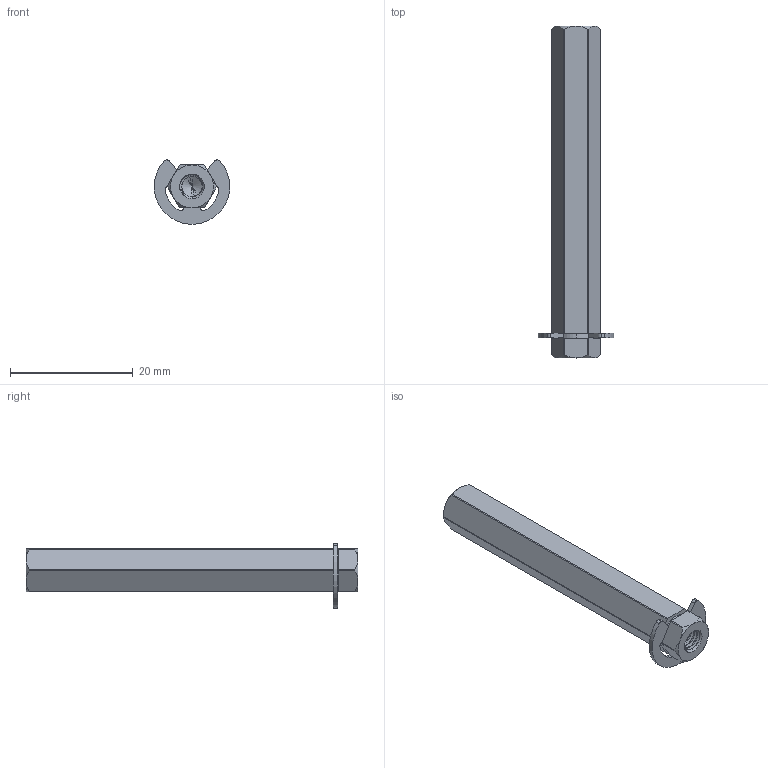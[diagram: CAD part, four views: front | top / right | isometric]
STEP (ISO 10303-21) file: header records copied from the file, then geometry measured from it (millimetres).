
FILE_DESCRIPTION (( 'STEP AP203' ), '1' );
FILE_NAME ('2106-4008-0540 assembly.STEP', '2022-03-09T15:22:51', ( '' ), ( '' ), 'SwSTEP 2.0', 'SolidWorks 2016', '' );
FILE_SCHEMA (( 'CONFIG_CONTROL_DESIGN' ));
Length unit declared in the file: millimetre
Products named in the file (3): 2106 Series 8mm REX e-clip; 2106-4008-0540; 2106-4008-0540 assembly
Assembly tree (2 placements, depth 2):
  2106-4008-0540 assembly
    2106-4008-0540
    2106 Series 8mm REX e-clip
Bounding box: 12.29 x 54 x 10.45 mm (x, y, z)
Volume: 2033.2 mm3; surface area: 2027.7 mm2
Topology: 2 solids, 2 shells, 220 faces, 624 edges, 408 vertices
Faces by surface type: cylinder 168, plane 26, cone 22, bspline 4
Entity records: 13217 total; most frequent: CARTESIAN_POINT 8047, ORIENTED_EDGE 1240, DIRECTION 846, EDGE_CURVE 620, VERTEX_POINT 408, AXIS2_PLACEMENT_3D 315, EDGE_LOOP 224, FACE_OUTER_BOUND 220
